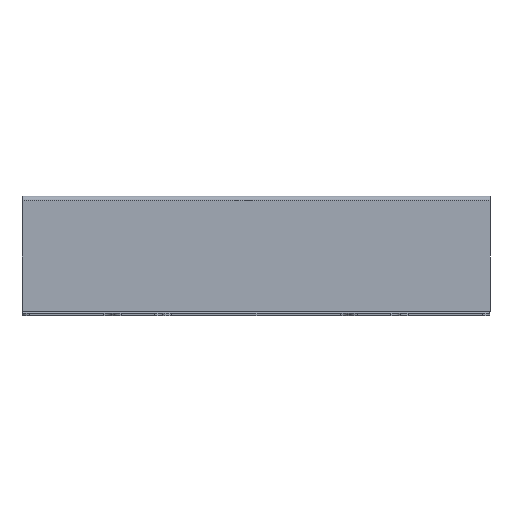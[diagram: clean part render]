
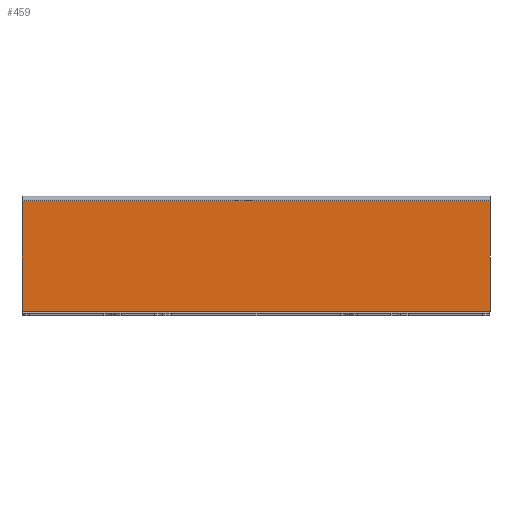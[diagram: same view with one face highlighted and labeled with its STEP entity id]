
A CAD part, top view. The second image highlights one B-rep face of the part: STEP entity #459.
In plain terms, the highlighted planar face has unit normal (0, 0, 1).
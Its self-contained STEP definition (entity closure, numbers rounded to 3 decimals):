
#15 = VERTEX_POINT ( 'NONE', #1626 ) ;
#88 = ORIENTED_EDGE ( 'NONE', *, *, #1500, .F. ) ;
#240 = VERTEX_POINT ( 'NONE', #1443 ) ;
#259 = DIRECTION ( 'NONE',  ( -1., 0., 0. ) ) ;
#283 = ORIENTED_EDGE ( 'NONE', *, *, #1480, .T. ) ;
#346 = LINE ( 'NONE', #1338, #641 ) ;
#362 = EDGE_CURVE ( 'NONE', #240, #616, #869, .T. ) ;
#459 = ADVANCED_FACE ( 'NONE', ( #618 ), #754, .T. ) ;
#500 = LINE ( 'NONE', #1233, #1034 ) ;
#562 = VERTEX_POINT ( 'NONE', #1528 ) ;
#616 = VERTEX_POINT ( 'NONE', #791 ) ;
#618 = FACE_OUTER_BOUND ( 'NONE', #1605, .T. ) ;
#641 = VECTOR ( 'NONE', #718, 1000. ) ;
#675 = AXIS2_PLACEMENT_3D ( 'NONE', #1246, #989, #1479 ) ;
#718 = DIRECTION ( 'NONE',  ( 0., 1., 0. ) ) ;
#754 = PLANE ( 'NONE',  #675 ) ;
#791 = CARTESIAN_POINT ( 'NONE',  ( -148.5, -35., 0. ) ) ;
#864 = DIRECTION ( 'NONE',  ( 0., -1., 0. ) ) ;
#869 = LINE ( 'NONE', #993, #1195 ) ;
#989 = DIRECTION ( 'NONE',  ( 0., 0., 1. ) ) ;
#993 = CARTESIAN_POINT ( 'NONE',  ( -148.5, -38., 0. ) ) ;
#1012 = EDGE_CURVE ( 'NONE', #15, #562, #346, .T. ) ;
#1034 = VECTOR ( 'NONE', #259, 1000. ) ;
#1112 = DIRECTION ( 'NONE',  ( -1., 0., 0. ) ) ;
#1195 = VECTOR ( 'NONE', #864, 1000. ) ;
#1233 = CARTESIAN_POINT ( 'NONE',  ( 148.5, 35., 0. ) ) ;
#1246 = CARTESIAN_POINT ( 'NONE',  ( 0., 0., 0. ) ) ;
#1338 = CARTESIAN_POINT ( 'NONE',  ( 148.5, -38., 0. ) ) ;
#1358 = CARTESIAN_POINT ( 'NONE',  ( 148.5, -35., 0. ) ) ;
#1401 = ORIENTED_EDGE ( 'NONE', *, *, #362, .T. ) ;
#1443 = CARTESIAN_POINT ( 'NONE',  ( -148.5, 35., 0. ) ) ;
#1464 = VECTOR ( 'NONE', #1112, 1000. ) ;
#1479 = DIRECTION ( 'NONE',  ( 1., 0., 0. ) ) ;
#1480 = EDGE_CURVE ( 'NONE', #562, #240, #500, .T. ) ;
#1500 = EDGE_CURVE ( 'NONE', #15, #616, #1606, .T. ) ;
#1528 = CARTESIAN_POINT ( 'NONE',  ( 148.5, 35., 0. ) ) ;
#1558 = ORIENTED_EDGE ( 'NONE', *, *, #1012, .T. ) ;
#1605 = EDGE_LOOP ( 'NONE', ( #1558, #283, #1401, #88 ) ) ;
#1606 = LINE ( 'NONE', #1358, #1464 ) ;
#1626 = CARTESIAN_POINT ( 'NONE',  ( 148.5, -35., 0. ) ) ;
